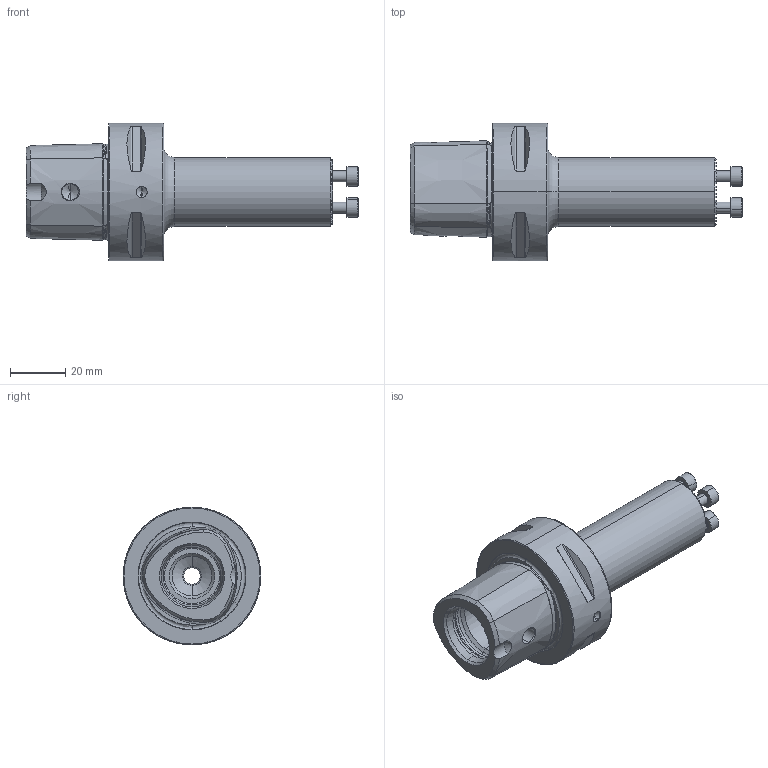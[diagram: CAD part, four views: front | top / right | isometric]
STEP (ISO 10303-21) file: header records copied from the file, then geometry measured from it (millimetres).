
FILE_DESCRIPTION (( 'STEP AP214' ), '1' );
FILE_NAME ('PS5.WK3.025.116.STEP', '2024-06-18T07:25:12', ( '' ), ( '' ), 'SwSTEP 2.0', 'SolidWorks 2022', '' );
FILE_SCHEMA (( 'AUTOMOTIVE_DESIGN' ));
Length unit declared in the file: millimetre
Products named in the file (4): PS5.WK3.025.116; PS5-WK3.025.116_A; DIN 3771 - 6x1; ISO 4762 - M4 x 12
Assembly tree (6 placements, depth 2):
  PS5.WK3.025.116
    PS5-WK3.025.116_A
    ISO 4762 - M4 x 12  x4
    DIN 3771 - 6x1
Bounding box: 120.5 x 50 x 50 mm (x, y, z)
Volume: 82155.7 mm3; surface area: 20978.2 mm2
Topology: 6 solids, 6 shells, 448 faces, 1141 edges, 702 vertices
Faces by surface type: plane 212, cylinder 101, cone 83, torus 52
Entity records: 12808 total; most frequent: CARTESIAN_POINT 3934, ORIENTED_EDGE 1906, DIRECTION 1674, EDGE_CURVE 953, AXIS2_PLACEMENT_3D 673, VERTEX_POINT 603, EDGE_LOOP 384, FACE_OUTER_BOUND 367
